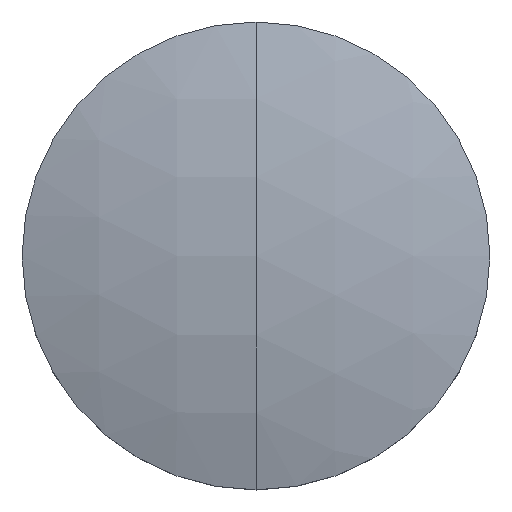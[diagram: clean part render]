
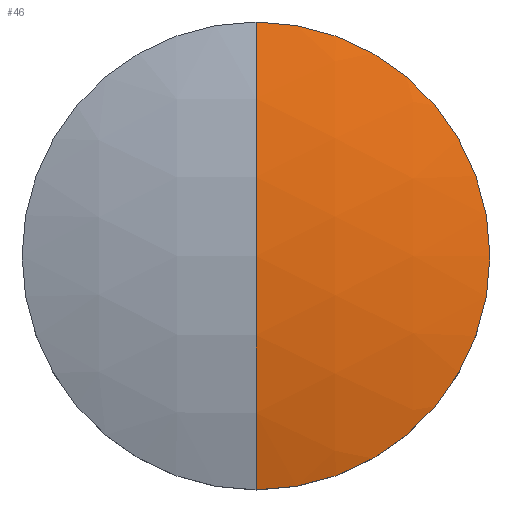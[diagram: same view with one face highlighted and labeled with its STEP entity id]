
A CAD part, top view. The second image highlights one B-rep face of the part: STEP entity #46.
In plain terms, the highlighted spherical face has radius 21.04 mm.
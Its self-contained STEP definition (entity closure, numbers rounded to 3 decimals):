
#2 = VERTEX_POINT ( 'NONE', #30 ) ;
#7 = ORIENTED_EDGE ( 'NONE', *, *, #19, .F. ) ;
#13 = VERTEX_POINT ( 'NONE', #73 ) ;
#16 = EDGE_LOOP ( 'NONE', ( #53, #17, #7 ) ) ;
#17 = ORIENTED_EDGE ( 'NONE', *, *, #18, .T. ) ;
#18 = EDGE_CURVE ( 'NONE', #28, #13, #56, .T. ) ;
#19 = EDGE_CURVE ( 'NONE', #2, #13, #104, .T. ) ;
#28 = VERTEX_POINT ( 'NONE', #139 ) ;
#30 = CARTESIAN_POINT ( 'NONE',  ( 0., 6.35, 0.509 ) ) ;
#33 = EDGE_CURVE ( 'NONE', #28, #2, #118, .T. ) ;
#46 = ADVANCED_FACE ( 'NONE', ( #121 ), #132, .T. ) ;
#53 = ORIENTED_EDGE ( 'NONE', *, *, #33, .F. ) ;
#55 = AXIS2_PLACEMENT_3D ( 'NONE', #83, #82, #81 ) ;
#56 = CIRCLE ( 'NONE', #55, 21.04 ) ;
#73 = CARTESIAN_POINT ( 'NONE',  ( 0., -6.35, 0.509 ) ) ;
#81 = DIRECTION ( 'NONE',  ( 0., 1., 0. ) ) ;
#82 = DIRECTION ( 'NONE',  ( 1., 0., 0. ) ) ;
#83 = CARTESIAN_POINT ( 'NONE',  ( 0., 0., -19.55 ) ) ;
#104 = CIRCLE ( 'NONE', #138, 6.35 ) ;
#105 = DIRECTION ( 'NONE',  ( 0., 1., 0. ) ) ;
#110 = CARTESIAN_POINT ( 'NONE',  ( 0., 0., -19.55 ) ) ;
#115 = DIRECTION ( 'NONE',  ( 0., 0., 1. ) ) ;
#116 = DIRECTION ( 'NONE',  ( -1., 0., 0. ) ) ;
#117 = AXIS2_PLACEMENT_3D ( 'NONE', #110, #116, #115 ) ;
#118 = CIRCLE ( 'NONE', #117, 21.04 ) ;
#119 = DIRECTION ( 'NONE',  ( 0., 0., -1. ) ) ;
#120 = CARTESIAN_POINT ( 'NONE',  ( 0., 0., 0.509 ) ) ;
#121 = FACE_OUTER_BOUND ( 'NONE', #16, .T. ) ;
#128 = DIRECTION ( 'NONE',  ( 0., 1., 0. ) ) ;
#129 = DIRECTION ( 'NONE',  ( 1., 0., 0. ) ) ;
#130 = CARTESIAN_POINT ( 'NONE',  ( 0., 0., -19.55 ) ) ;
#131 = AXIS2_PLACEMENT_3D ( 'NONE', #130, #129, #128 ) ;
#132 = SPHERICAL_SURFACE ( 'NONE', #131, 21.04 ) ;
#138 = AXIS2_PLACEMENT_3D ( 'NONE', #120, #119, #105 ) ;
#139 = CARTESIAN_POINT ( 'NONE',  ( 0., 0., 1.49 ) ) ;
